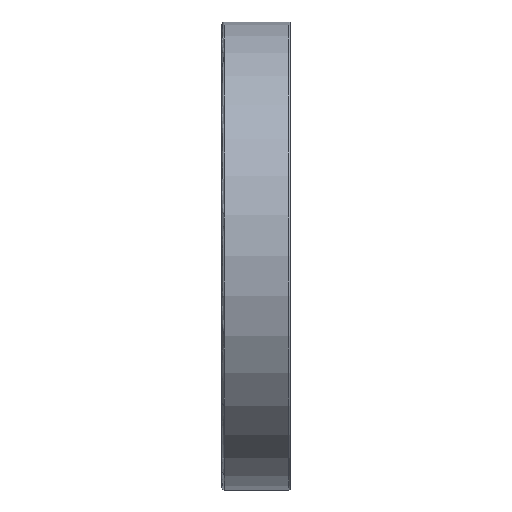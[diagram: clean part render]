
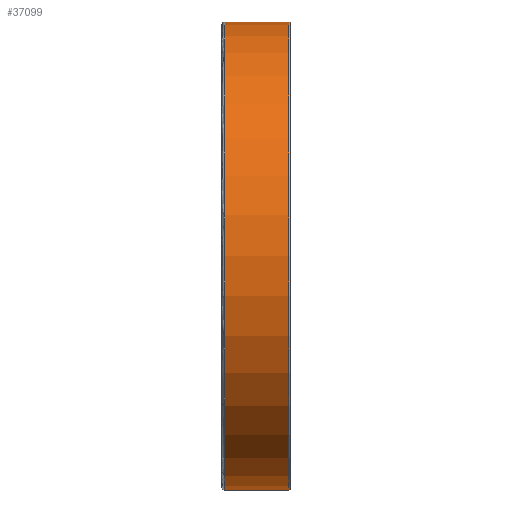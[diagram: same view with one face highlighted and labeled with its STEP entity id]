
A CAD part, top view. The second image highlights one B-rep face of the part: STEP entity #37099.
In plain terms, the highlighted cylindrical face has radius 55 mm (diameter 110 mm), a partial arc.
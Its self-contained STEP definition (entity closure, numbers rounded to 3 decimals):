
#26554=DIRECTION('',(-1.,0.,0.));
#26555=VECTOR('',#26554,15.1);
#26556=CARTESIAN_POINT('',(7.7,55.,0.));
#26557=LINE('',#26556,#26555);
#26561=DIRECTION('',(-1.,0.,0.));
#26562=VECTOR('',#26561,15.1);
#26563=CARTESIAN_POINT('',(7.7,-55.,0.));
#26564=LINE('',#26563,#26562);
#26576=CARTESIAN_POINT('',(7.7,0.,0.));
#26577=DIRECTION('',(1.,0.,0.));
#26578=DIRECTION('',(0.,1.,0.));
#26579=AXIS2_PLACEMENT_3D('',#26576,#26577,#26578);
#26584=CARTESIAN_POINT('',(-7.4,0.,0.));
#26585=DIRECTION('',(1.,0.,0.));
#26586=DIRECTION('',(0.,1.,0.));
#26587=AXIS2_PLACEMENT_3D('',#26584,#26585,#26586);
#33889=CARTESIAN_POINT('',(7.7,55.,0.));
#33890=CARTESIAN_POINT('',(-7.4,55.,0.));
#33891=VERTEX_POINT('',#33889);
#33892=VERTEX_POINT('',#33890);
#33901=CARTESIAN_POINT('',(7.7,-55.,0.));
#33902=CARTESIAN_POINT('',(-7.4,-55.,0.));
#33903=VERTEX_POINT('',#33901);
#33904=VERTEX_POINT('',#33902);
#37087=CARTESIAN_POINT('',(-8.8,0.,0.));
#37088=DIRECTION('',(1.,0.,0.));
#37089=DIRECTION('',(0.,-1.,0.));
#37090=AXIS2_PLACEMENT_3D('',#37087,#37088,#37089);
#37091=CYLINDRICAL_SURFACE('',#37090,55.);
#37092=ORIENTED_EDGE('',*,*,#37077,.F.);
#37093=ORIENTED_EDGE('',*,*,#37054,.T.);
#37094=ORIENTED_EDGE('',*,*,#37081,.T.);
#37096=ORIENTED_EDGE('',*,*,#37095,.F.);
#37097=EDGE_LOOP('',(#37092,#37093,#37094,#37096));
#37098=FACE_OUTER_BOUND('',#37097,.F.);
#26580=CIRCLE('',#26579,55.);
#26588=CIRCLE('',#26587,55.);
#37054=EDGE_CURVE('',#33891,#33903,#26580,.T.);
#37077=EDGE_CURVE('',#33891,#33892,#26557,.T.);
#37081=EDGE_CURVE('',#33903,#33904,#26564,.T.);
#37095=EDGE_CURVE('',#33892,#33904,#26588,.T.);
#37099=ADVANCED_FACE('',(#37098),#37091,.T.);
